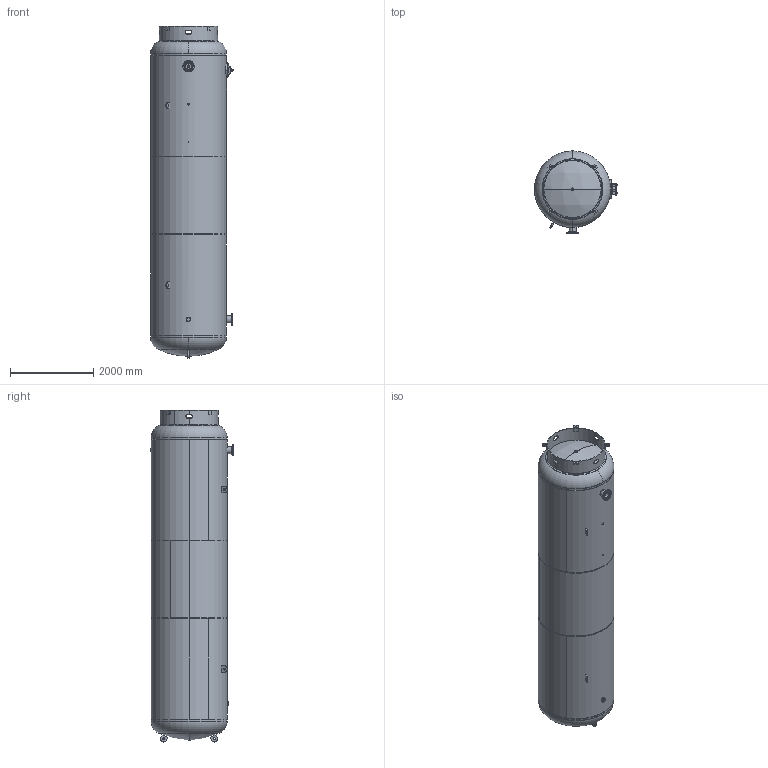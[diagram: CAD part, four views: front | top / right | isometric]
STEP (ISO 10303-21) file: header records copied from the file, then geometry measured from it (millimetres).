
FILE_DESCRIPTION (( 'STEP AP214' ), '1' );
FILE_NAME ('305995.STEP', '2025-08-11T15:59:04', ( '' ), ( '' ), 'SwSTEP 2.0', 'SolidWorks 2022', '' );
FILE_SCHEMA (( 'AUTOMOTIVE_DESIGN' ));
Length unit declared in the file: millimetre
Products named in the file (1): 305995
Bounding box: 1996.98 x 1993.9 x 7991.42 mm (x, y, z)
Volume: 613055619.8 mm3; surface area: 98579116.3 mm2
Topology: 36 solids, 36 shells, 538 faces, 1378 edges, 908 vertices
Faces by surface type: cylinder 238, plane 216, bspline 44, torus 28, sphere 8, cone 4
Entity records: 32245 total; most frequent: CARTESIAN_POINT 12763, ORIENTED_EDGE 2756, DIRECTION 2664, EDGE_CURVE 1378, AXIS2_PLACEMENT_3D 1015, VERTEX_POINT 908, EDGE_LOOP 646, LINE 634
